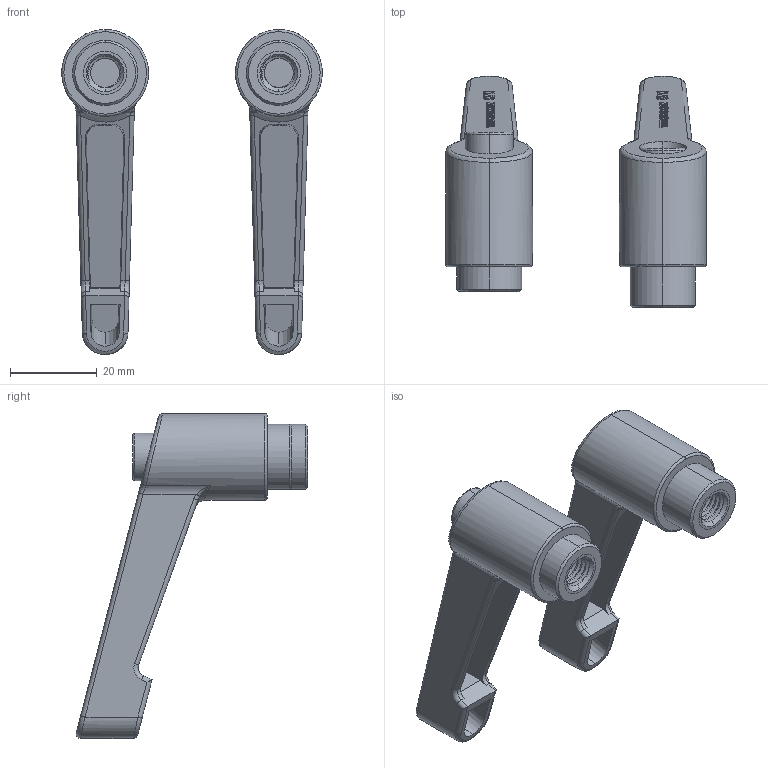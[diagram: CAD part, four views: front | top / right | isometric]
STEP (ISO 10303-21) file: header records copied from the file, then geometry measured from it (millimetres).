
FILE_DESCRIPTION (( 'STEP AP214' ), '1' );
FILE_NAME ('02773-Clamp Lever Stainless Steel Int Thread Nylon Black Handle M8.STEP', '2018-08-07T01:09:57', ( '' ), ( '' ), 'SwSTEP 2.0', 'SolidWorks 2018', '' );
FILE_SCHEMA (( 'AUTOMOTIVE_DESIGN' ));
Length unit declared in the file: millimetre
Products named in the file (3): 02773 Clamp Lever Stainless Steel Int Thread Nylon Black Handle M8_down; 02773 Clamp Lever Stainless Steel Int Thread Nylon Black Handle M8_up; 02773-Clamp Lever Stainless Steel Int Thread Nylon Black Handle M8
Assembly tree (2 placements, depth 2):
  02773-Clamp Lever Stainless Steel Int Thread Nylon Black Handle M8
    02773 Clamp Lever Stainless Steel Int Thread Nylon Black Handle M8_down
    02773 Clamp Lever Stainless Steel Int Thread Nylon Black Handle M8_up
Bounding box: 60 x 53.35 x 74.84 mm (x, y, z)
Volume: 27973.3 mm3; surface area: 16213.6 mm2
Topology: 4 solids, 4 shells, 694 faces, 1830 edges, 1198 vertices
Faces by surface type: plane 342, bspline 246, cylinder 86, cone 12, torus 8
Entity records: 38684 total; most frequent: CARTESIAN_POINT 23413, ORIENTED_EDGE 3652, DIRECTION 2242, EDGE_CURVE 1826, VERTEX_POINT 1198, LINE 1124, VECTOR 1124, EDGE_LOOP 752
